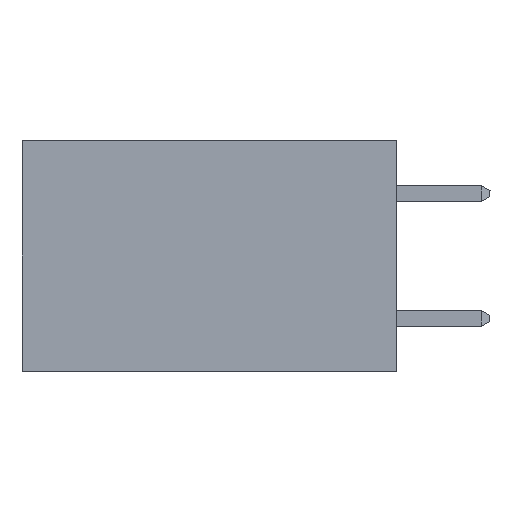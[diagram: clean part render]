
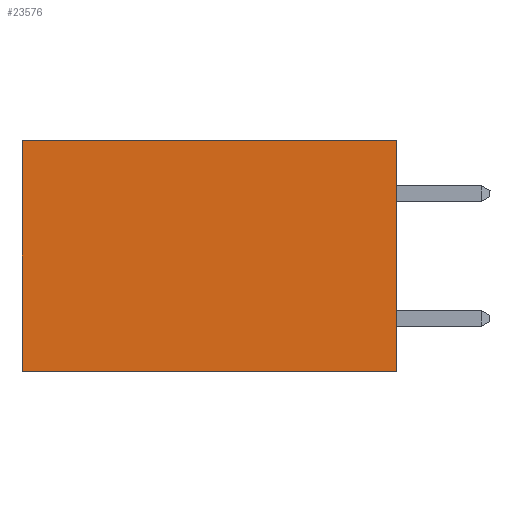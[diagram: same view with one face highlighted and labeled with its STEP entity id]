
A CAD part, left-side view. The second image highlights one B-rep face of the part: STEP entity #23576.
In plain terms, the highlighted planar face has unit normal (-1, 0, 0).
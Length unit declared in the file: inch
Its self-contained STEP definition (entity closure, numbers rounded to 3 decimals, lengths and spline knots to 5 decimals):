
#82 = DIRECTION ( 'NONE',  ( 1., 0., 0. ) ) ;
#541 = CARTESIAN_POINT ( 'NONE',  ( 0.298, 0.6, 0. ) ) ;
#1010 = DIRECTION ( 'NONE',  ( 0., 0., -1. ) ) ;
#1868 = LINE ( 'NONE', #8175, #23329 ) ;
#2811 = ORIENTED_EDGE ( 'NONE', *, *, #7183, .F. ) ;
#3011 = ORIENTED_EDGE ( 'NONE', *, *, #9656, .T. ) ;
#3405 = CARTESIAN_POINT ( 'NONE',  ( 0.298, 0.6, -0.37 ) ) ;
#4300 = DIRECTION ( 'NONE',  ( 0., 0., -1. ) ) ;
#6094 = VERTEX_POINT ( 'NONE', #541 ) ;
#7183 = EDGE_CURVE ( 'NONE', #16308, #24055, #1868, .T. ) ;
#7411 = VECTOR ( 'NONE', #15470, 39.37008 ) ;
#7714 = CARTESIAN_POINT ( 'NONE',  ( 0.298, 0.6, 0. ) ) ;
#8175 = CARTESIAN_POINT ( 'NONE',  ( 0.298, 0., -0.37 ) ) ;
#9656 = EDGE_CURVE ( 'NONE', #6094, #24055, #24272, .T. ) ;
#10260 = DIRECTION ( 'NONE',  ( 0., 1., 0. ) ) ;
#11386 = EDGE_LOOP ( 'NONE', ( #3011, #2811, #27719, #20670 ) ) ;
#13485 = CARTESIAN_POINT ( 'NONE',  ( 0.298, 0., 0. ) ) ;
#15125 = LINE ( 'NONE', #22179, #7411 ) ;
#15470 = DIRECTION ( 'NONE',  ( 0., 0., -1. ) ) ;
#15777 = CARTESIAN_POINT ( 'NONE',  ( 0.298, 0., 0. ) ) ;
#16308 = VERTEX_POINT ( 'NONE', #23385 ) ;
#17642 = PLANE ( 'NONE',  #21823 ) ;
#18903 = FACE_OUTER_BOUND ( 'NONE', #11386, .T. ) ;
#19004 = VECTOR ( 'NONE', #1010, 39.37008 ) ;
#20670 = ORIENTED_EDGE ( 'NONE', *, *, #23801, .T. ) ;
#20974 = VERTEX_POINT ( 'NONE', #13485 ) ;
#21010 = CARTESIAN_POINT ( 'NONE',  ( 0.298, 0., 0. ) ) ;
#21823 = AXIS2_PLACEMENT_3D ( 'NONE', #15777, #82, #4300 ) ;
#22179 = CARTESIAN_POINT ( 'NONE',  ( 0.298, 0., 0. ) ) ;
#23329 = VECTOR ( 'NONE', #10260, 39.37008 ) ;
#23385 = CARTESIAN_POINT ( 'NONE',  ( 0.298, 0., -0.37 ) ) ;
#23513 = LINE ( 'NONE', #21010, #28069 ) ;
#23576 = ADVANCED_FACE ( 'NONE', ( #18903 ), #17642, .F. ) ;
#23801 = EDGE_CURVE ( 'NONE', #20974, #6094, #23513, .T. ) ;
#24055 = VERTEX_POINT ( 'NONE', #3405 ) ;
#24272 = LINE ( 'NONE', #7714, #19004 ) ;
#25410 = DIRECTION ( 'NONE',  ( 0., 1., 0. ) ) ;
#26182 = EDGE_CURVE ( 'NONE', #20974, #16308, #15125, .T. ) ;
#27719 = ORIENTED_EDGE ( 'NONE', *, *, #26182, .F. ) ;
#28069 = VECTOR ( 'NONE', #25410, 39.37008 ) ;
